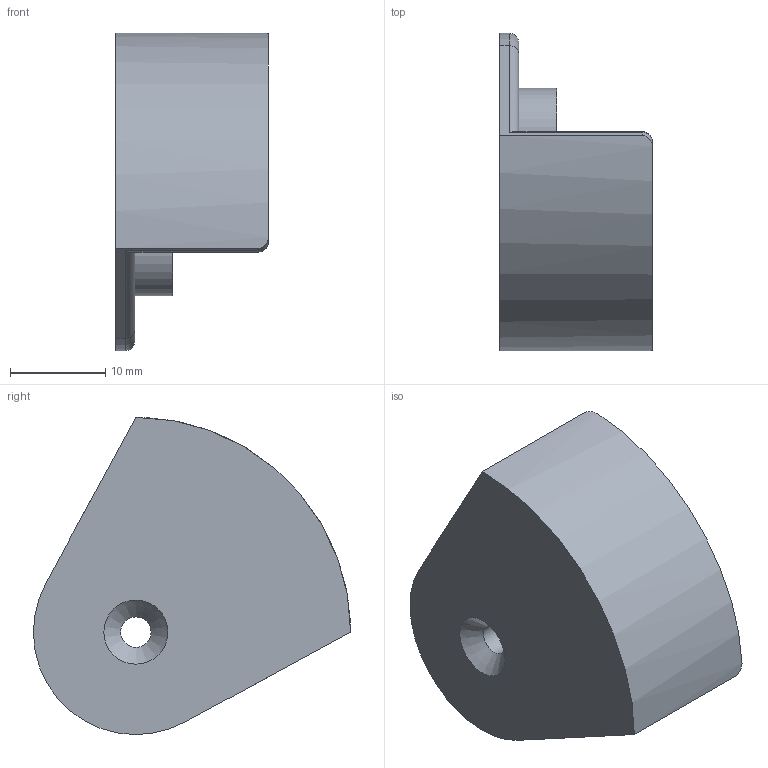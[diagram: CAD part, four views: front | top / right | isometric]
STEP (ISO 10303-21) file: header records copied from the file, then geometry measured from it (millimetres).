
FILE_DESCRIPTION(/* description */ ('STEP AP242','CAx-IF Rec.Pracs.---Representation and Presentation of Product Manufacturing Information (PMI)---4.0---2014-10-13','CAx-IF Rec.Pracs.---3D Tessellated Geometry---0.4---2014-09-14','2;1'),/* implementation_level */ '2;1');
FILE_NAME(/* name */ '3d77f2cc-a536-417b-b1a4-47144fdacb17',/* time_stamp */ '2023-03-13T12:10:15+00:00',/* author */ (''),/* organization */ (''),/* preprocessor_version */ 'ST-DEVELOPER v18.102',/* originating_system */ ' ',/* authorisation */ ' ');
FILE_SCHEMA (('AP242_MANAGED_MODEL_BASED_3D_ENGINEERING_MIM_LF { 1 0 10303 442 1 1 4 }'));
Length unit declared in the file: metre
Products named in the file (1): Part 2
Bounding box: 16 x 33.27 x 33.27 mm (x, y, z)
Volume: 2701.5 mm3; surface area: 2848.8 mm2
Topology: 1 solids, 1 shells, 22 faces, 51 edges, 30 vertices
Faces by surface type: cylinder 11, plane 6, torus 2, sphere 2, cone 1
Full cylindrical faces by diameter (mm): 3.2 x1, 10 x1
Entity records: 620 total; most frequent: DIRECTION 114, CARTESIAN_POINT 105, ORIENTED_EDGE 90, AXIS2_PLACEMENT_3D 48, EDGE_CURVE 45, VERTEX_POINT 29, EDGE_LOOP 28, FACE_BOUND 28
